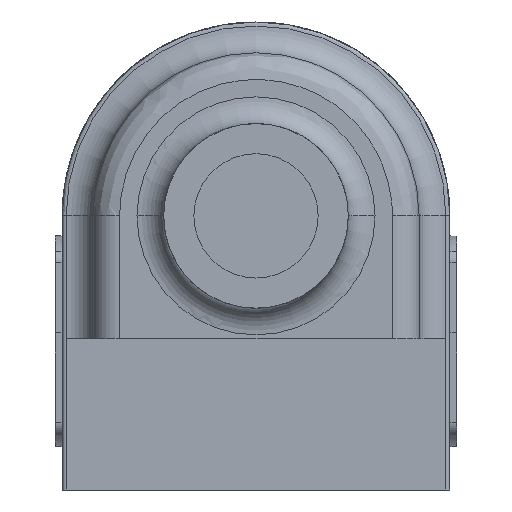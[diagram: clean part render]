
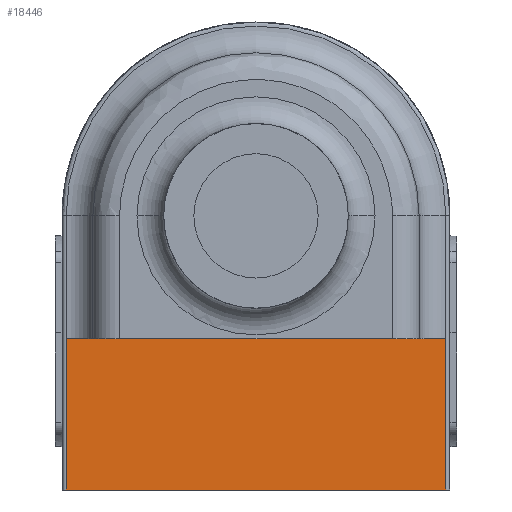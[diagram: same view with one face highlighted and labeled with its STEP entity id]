
A CAD part, left-side view. The second image highlights one B-rep face of the part: STEP entity #18446.
In plain terms, the highlighted planar face has unit normal (-1, 0, 0).
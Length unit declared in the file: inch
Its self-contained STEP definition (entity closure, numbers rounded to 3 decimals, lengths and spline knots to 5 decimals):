
#387 = VECTOR ( 'NONE', #13636, 39.37008 ) ;
#882 = DIRECTION ( 'NONE',  ( 0., 1., 0. ) ) ;
#1097 = CARTESIAN_POINT ( 'NONE',  ( -2.12205, -0.57087, 0.4252 ) ) ;
#2709 = FACE_OUTER_BOUND ( 'NONE', #31650, .T. ) ;
#3519 = ORIENTED_EDGE ( 'NONE', *, *, #21367, .T. ) ;
#3691 = ORIENTED_EDGE ( 'NONE', *, *, #36930, .T. ) ;
#4512 = AXIS2_PLACEMENT_3D ( 'NONE', #15823, #9809, #12396 ) ;
#8185 = LINE ( 'NONE', #1097, #10742 ) ;
#9809 = DIRECTION ( 'NONE',  ( -1., 0., 0. ) ) ;
#10742 = VECTOR ( 'NONE', #882, 39.37008 ) ;
#12396 = DIRECTION ( 'NONE',  ( 0., 0., 1. ) ) ;
#13636 = DIRECTION ( 'NONE',  ( 0., 0., -1. ) ) ;
#15823 = CARTESIAN_POINT ( 'NONE',  ( -2.12205, -0.57087, 0. ) ) ;
#16260 = PLANE ( 'NONE',  #4512 ) ;
#16668 = VECTOR ( 'NONE', #31235, 39.37008 ) ;
#17798 = LINE ( 'NONE', #34379, #42157 ) ;
#18446 = ADVANCED_FACE ( 'NONE', ( #2709 ), #16260, .T. ) ;
#19029 = EDGE_CURVE ( 'NONE', #36170, #29142, #8185, .T. ) ;
#21367 = EDGE_CURVE ( 'NONE', #27625, #34653, #17798, .T. ) ;
#23395 = CARTESIAN_POINT ( 'NONE',  ( -2.12205, -0.55906, 0.4252 ) ) ;
#27377 = LINE ( 'NONE', #40494, #16668 ) ;
#27625 = VERTEX_POINT ( 'NONE', #33719 ) ;
#27943 = EDGE_CURVE ( 'NONE', #29142, #27625, #37316, .T. ) ;
#28077 = CARTESIAN_POINT ( 'NONE',  ( -2.12205, 0.55906, 0.4252 ) ) ;
#29142 = VERTEX_POINT ( 'NONE', #28077 ) ;
#31235 = DIRECTION ( 'NONE',  ( 0., 0., 1. ) ) ;
#31650 = EDGE_LOOP ( 'NONE', ( #41566, #3519, #3691, #33638 ) ) ;
#33638 = ORIENTED_EDGE ( 'NONE', *, *, #19029, .T. ) ;
#33719 = CARTESIAN_POINT ( 'NONE',  ( -2.12205, 0.55906, -0.01969 ) ) ;
#34379 = CARTESIAN_POINT ( 'NONE',  ( -2.12205, 0., -0.01969 ) ) ;
#34653 = VERTEX_POINT ( 'NONE', #41064 ) ;
#36170 = VERTEX_POINT ( 'NONE', #23395 ) ;
#36930 = EDGE_CURVE ( 'NONE', #34653, #36170, #27377, .T. ) ;
#37111 = CARTESIAN_POINT ( 'NONE',  ( -2.12205, 0.55906, 0. ) ) ;
#37316 = LINE ( 'NONE', #37111, #387 ) ;
#40221 = DIRECTION ( 'NONE',  ( 0., -1., 0. ) ) ;
#40494 = CARTESIAN_POINT ( 'NONE',  ( -2.12205, -0.55906, 0. ) ) ;
#41064 = CARTESIAN_POINT ( 'NONE',  ( -2.12205, -0.55906, -0.01969 ) ) ;
#41566 = ORIENTED_EDGE ( 'NONE', *, *, #27943, .T. ) ;
#42157 = VECTOR ( 'NONE', #40221, 39.37008 ) ;
